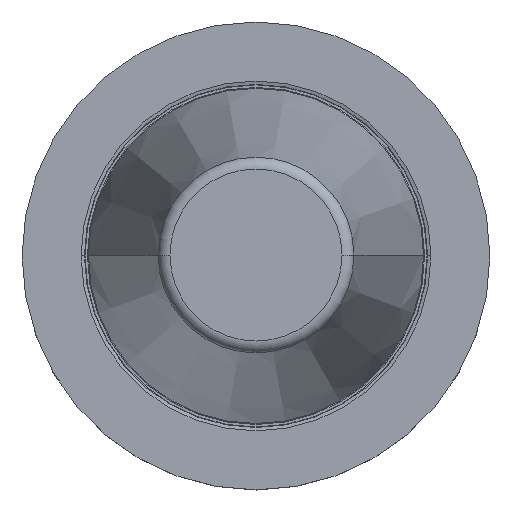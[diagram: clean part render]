
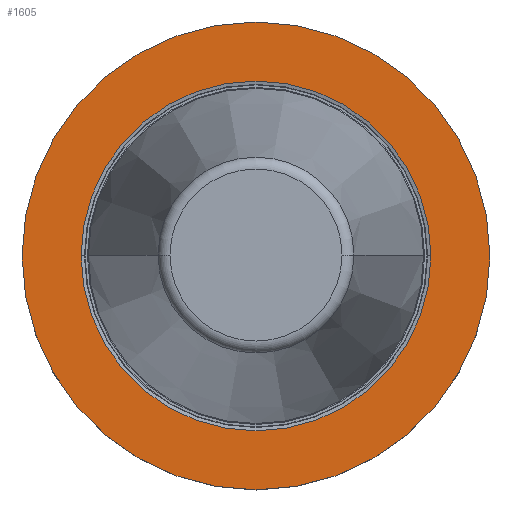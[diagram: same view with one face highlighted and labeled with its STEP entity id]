
A CAD part, top view. The second image highlights one B-rep face of the part: STEP entity #1605.
In plain terms, the highlighted planar face has unit normal (0, 0, 1).
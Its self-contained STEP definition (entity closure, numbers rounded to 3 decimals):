
#114=CARTESIAN_POINT('',(0.,0.,-3.2));
#115=DIRECTION('',(0.,0.,1.));
#116=DIRECTION('',(1.,0.,0.));
#117=AXIS2_PLACEMENT_3D('',#114,#115,#116);
#122=CARTESIAN_POINT('',(0.,0.,-3.2));
#123=DIRECTION('',(0.,0.,-1.));
#124=DIRECTION('',(1.,0.,0.));
#125=AXIS2_PLACEMENT_3D('',#122,#123,#124);
#130=CARTESIAN_POINT('',(0.,0.,-3.2));
#131=DIRECTION('',(0.,0.,1.));
#132=DIRECTION('',(1.,0.,0.));
#133=AXIS2_PLACEMENT_3D('',#130,#131,#132);
#138=CARTESIAN_POINT('',(0.,0.,-3.2));
#139=DIRECTION('',(0.,0.,1.));
#140=DIRECTION('',(-1.,0.,0.));
#141=AXIS2_PLACEMENT_3D('',#138,#139,#140);
#1422=CARTESIAN_POINT('',(48.75,0.,-3.2));
#1423=CARTESIAN_POINT('',(-48.75,0.,-3.2));
#1424=VERTEX_POINT('',#1422);
#1425=VERTEX_POINT('',#1423);
#1488=CARTESIAN_POINT('',(36.446,0.,-3.2));
#1489=VERTEX_POINT('',#1488);
#1492=CARTESIAN_POINT('',(-36.446,0.,-3.2));
#1493=VERTEX_POINT('',#1492);
#1590=CARTESIAN_POINT('',(0.,0.,-3.2));
#1591=DIRECTION('',(0.,0.,-1.));
#1592=DIRECTION('',(-1.,0.,0.));
#1593=AXIS2_PLACEMENT_3D('',#1590,#1591,#1592);
#1594=PLANE('',#1593);
#1595=ORIENTED_EDGE('',*,*,#1570,.F.);
#1596=ORIENTED_EDGE('',*,*,#1511,.T.);
#1597=EDGE_LOOP('',(#1595,#1596));
#1598=FACE_OUTER_BOUND('',#1597,.F.);
#1600=ORIENTED_EDGE('',*,*,#1599,.T.);
#1602=ORIENTED_EDGE('',*,*,#1601,.T.);
#1603=EDGE_LOOP('',(#1600,#1602));
#1604=FACE_BOUND('',#1603,.F.);
#118=CIRCLE('',#117,48.75);
#126=CIRCLE('',#125,48.75);
#134=CIRCLE('',#133,36.446);
#142=CIRCLE('',#141,36.446);
#1511=EDGE_CURVE('',#1424,#1425,#126,.T.);
#1570=EDGE_CURVE('',#1424,#1425,#118,.T.);
#1599=EDGE_CURVE('',#1489,#1493,#134,.T.);
#1601=EDGE_CURVE('',#1493,#1489,#142,.T.);
#1605=ADVANCED_FACE('',(#1598,#1604),#1594,.F.);
